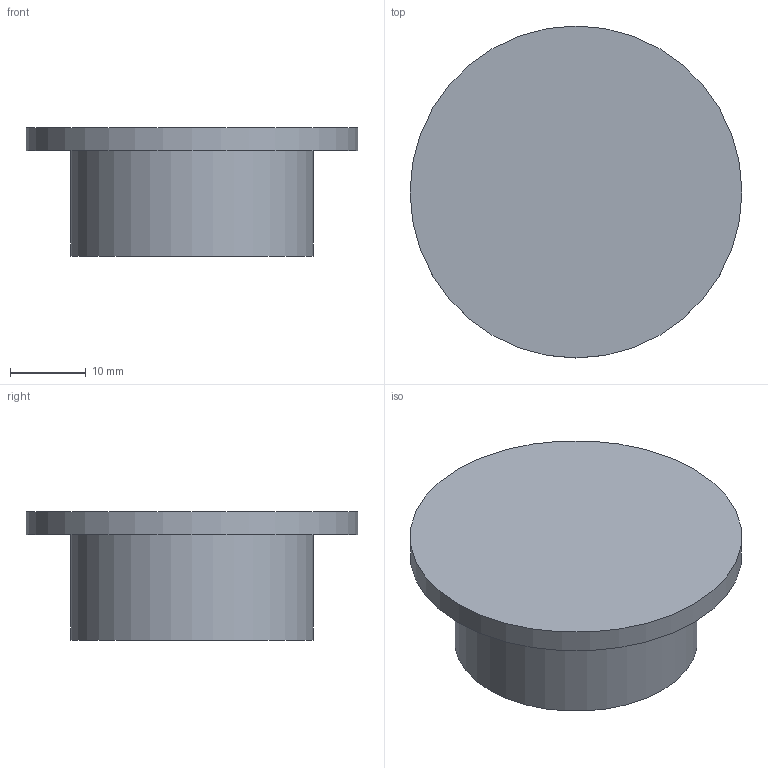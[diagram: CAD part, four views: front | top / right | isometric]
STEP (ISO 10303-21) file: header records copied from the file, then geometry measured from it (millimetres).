
FILE_DESCRIPTION(('HOOPS Exchange Step'),'2;1');
FILE_NAME('temp_export','2023-07-05T20:50:29+19:00',('mobile'),('Shapr3D Limited'),'HOOPS Exchange 2022.2','Shapr3D','Authorized');
FILE_SCHEMA( ('AUTOMOTIVE_DESIGN { 1 0 10303 214 1 1 1 1 }') );
Length unit declared in the file: millimetre
Products named in the file (2): Compass Base; root
Assembly tree (1 placements, depth 2):
  root
    Compass Base
Bounding box: 43.75 x 43.75 x 16.88 mm (x, y, z)
Volume: 17377.9 mm3; surface area: 6635.9 mm2
Topology: 2 solids, 2 shells, 6 faces, 8 edges, 6 vertices
Faces by surface type: plane 4, cylinder 2
Full cylindrical faces by diameter (mm): 32 x1, 43.75 x1
Entity records: 176 total; most frequent: DIRECTION 30, CARTESIAN_POINT 22, ORIENTED_EDGE 16, AXIS2_PLACEMENT_3D 14, EDGE_CURVE 8, VERTEX_POINT 6, CIRCLE 6, EDGE_LOOP 6
